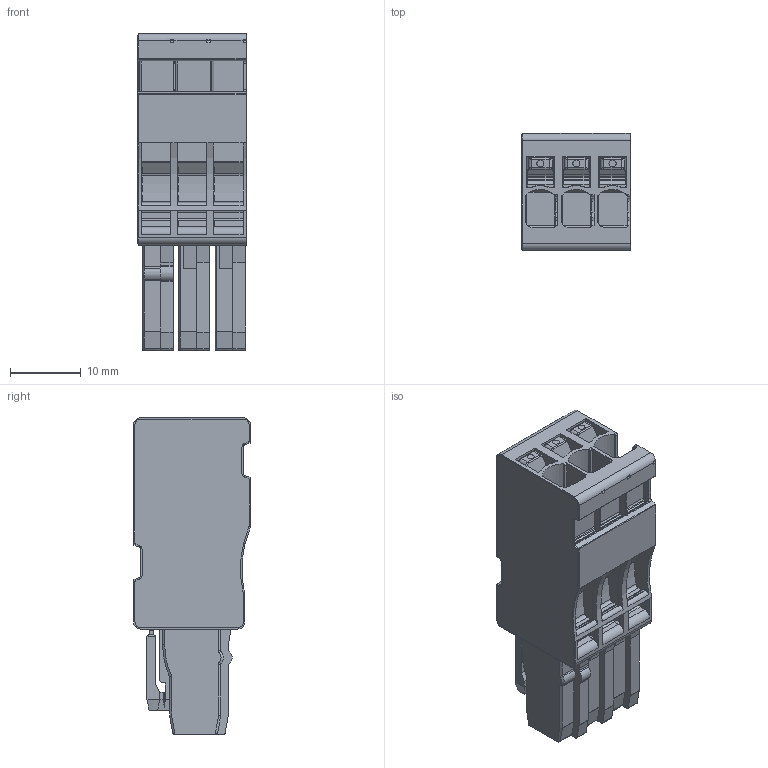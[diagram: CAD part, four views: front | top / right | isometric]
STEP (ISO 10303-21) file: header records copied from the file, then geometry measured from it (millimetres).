
FILE_DESCRIPTION(('CATIA V5 STEP Exchange','CAx-IF Rec.Pracs.--- Model Styling and Organization---1.5--- 2016-08-15','CAx-IF Rec.Pracs.---Supplemental Geometry---1.0---2011-11-01','CAx-IF Rec.Pracs.--- Composite Materials ---1.1---2010-07-15'),'2;1');
FILE_NAME ('2013604-2_1', '2025-02-20T11:30:15+00:00', ('none'), ('Weidmueller'), 'CATIA Version 5-6 Release 2022 SP4 HF5', 'CATIA V5 STEP AP214 v3', 'none');
FILE_SCHEMA(('AUTOMOTIVE_DESIGN { 1 0 10303 214 1 1 1 1 }'));
Products named in the file (1): 3030200000
Bounding box: 15.3 x 16.5 x 44.65 mm (x, y, z)
Volume: 7385.3 mm3; surface area: 6150.6 mm2
Topology: 1 solids, 9 shells, 1600 faces, 4544 edges, 2976 vertices
Faces by surface type: plane 918, cylinder 569, bspline 55, cone 36, torus 22
Entity records: 56611 total; most frequent: CARTESIAN_POINT 15180, ORIENTED_EDGE 9088, DIRECTION 6839, EDGE_CURVE 4544, VECTOR 3044, LINE 3044, VERTEX_POINT 2976, AXIS2_PLACEMENT_3D 2400
